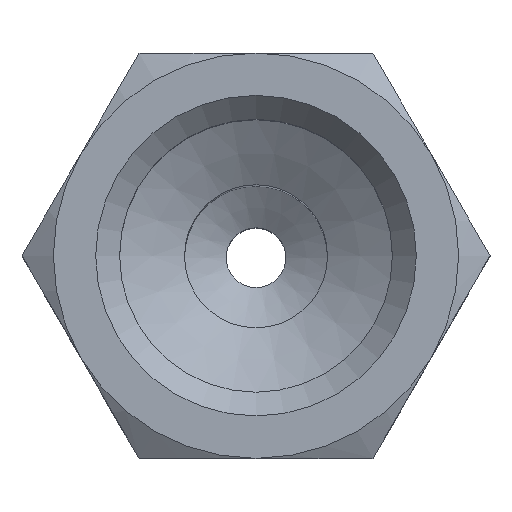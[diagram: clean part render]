
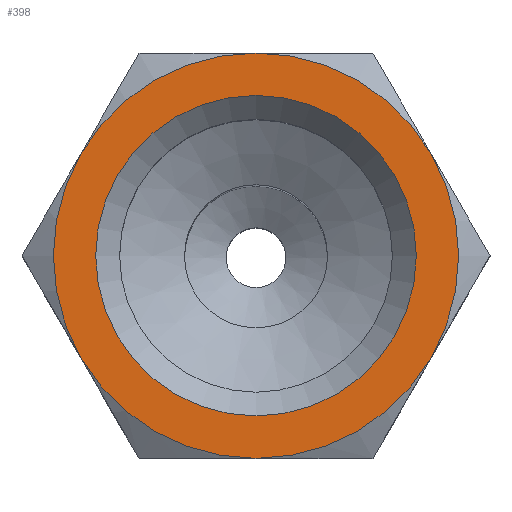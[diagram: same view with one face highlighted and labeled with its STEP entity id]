
A CAD part, top view. The second image highlights one B-rep face of the part: STEP entity #398.
In plain terms, the highlighted planar face has unit normal (0, 0, 1).
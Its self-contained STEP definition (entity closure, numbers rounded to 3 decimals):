
#51=PLANE('',#445);
#72=FACE_BOUND('',#123,.T.);
#85=FACE_OUTER_BOUND('',#122,.T.);
#122=EDGE_LOOP('',(#285,#286,#287,#288,#289,#290));
#123=EDGE_LOOP('',(#291));
#166=CIRCLE('',#442,6.723);
#168=CIRCLE('',#446,8.5);
#169=CIRCLE('',#447,8.5);
#170=CIRCLE('',#448,8.5);
#171=CIRCLE('',#449,8.5);
#172=CIRCLE('',#450,8.5);
#173=CIRCLE('',#451,8.5);
#190=VERTEX_POINT('',#628);
#192=VERTEX_POINT('',#634);
#193=VERTEX_POINT('',#635);
#194=VERTEX_POINT('',#637);
#195=VERTEX_POINT('',#639);
#196=VERTEX_POINT('',#641);
#197=VERTEX_POINT('',#643);
#226=EDGE_CURVE('',#190,#190,#166,.T.);
#228=EDGE_CURVE('',#192,#193,#168,.T.);
#229=EDGE_CURVE('',#193,#194,#169,.T.);
#230=EDGE_CURVE('',#194,#195,#170,.T.);
#231=EDGE_CURVE('',#195,#196,#171,.T.);
#232=EDGE_CURVE('',#196,#197,#172,.T.);
#233=EDGE_CURVE('',#197,#192,#173,.T.);
#285=ORIENTED_EDGE('',*,*,#228,.T.);
#286=ORIENTED_EDGE('',*,*,#229,.T.);
#287=ORIENTED_EDGE('',*,*,#230,.T.);
#288=ORIENTED_EDGE('',*,*,#231,.T.);
#289=ORIENTED_EDGE('',*,*,#232,.T.);
#290=ORIENTED_EDGE('',*,*,#233,.T.);
#291=ORIENTED_EDGE('',*,*,#226,.F.);
#398=ADVANCED_FACE('',(#85,#72),#51,.T.);
#442=AXIS2_PLACEMENT_3D('',#629,#516,#517);
#445=AXIS2_PLACEMENT_3D('',#633,#522,#523);
#446=AXIS2_PLACEMENT_3D('',#636,#524,#525);
#447=AXIS2_PLACEMENT_3D('',#638,#526,#527);
#448=AXIS2_PLACEMENT_3D('',#640,#528,#529);
#449=AXIS2_PLACEMENT_3D('',#642,#530,#531);
#450=AXIS2_PLACEMENT_3D('',#644,#532,#533);
#451=AXIS2_PLACEMENT_3D('',#645,#534,#535);
#516=DIRECTION('center_axis',(0.,0.,1.));
#517=DIRECTION('ref_axis',(-1.,0.,0.));
#522=DIRECTION('center_axis',(0.,0.,1.));
#523=DIRECTION('ref_axis',(1.,0.,0.));
#524=DIRECTION('center_axis',(0.,0.,1.));
#525=DIRECTION('ref_axis',(0.,1.,0.));
#526=DIRECTION('center_axis',(0.,0.,1.));
#527=DIRECTION('ref_axis',(0.,1.,0.));
#528=DIRECTION('center_axis',(0.,0.,1.));
#529=DIRECTION('ref_axis',(0.,1.,0.));
#530=DIRECTION('center_axis',(0.,0.,1.));
#531=DIRECTION('ref_axis',(0.,1.,0.));
#532=DIRECTION('center_axis',(0.,0.,1.));
#533=DIRECTION('ref_axis',(0.,1.,0.));
#534=DIRECTION('center_axis',(0.,0.,1.));
#535=DIRECTION('ref_axis',(0.,1.,0.));
#628=CARTESIAN_POINT('',(6.723,0.,58.));
#629=CARTESIAN_POINT('Origin',(0.,0.,58.));
#633=CARTESIAN_POINT('Origin',(0.,0.,
58.));
#634=CARTESIAN_POINT('',(-7.361,-4.25,58.));
#635=CARTESIAN_POINT('',(0.,-8.5,58.));
#636=CARTESIAN_POINT('Origin',(0.,0.,58.));
#637=CARTESIAN_POINT('',(7.361,-4.25,58.));
#638=CARTESIAN_POINT('Origin',(0.,0.,58.));
#639=CARTESIAN_POINT('',(7.361,4.25,58.));
#640=CARTESIAN_POINT('Origin',(0.,0.,58.));
#641=CARTESIAN_POINT('',(0.,8.5,58.));
#642=CARTESIAN_POINT('Origin',(0.,0.,58.));
#643=CARTESIAN_POINT('',(-7.361,4.25,58.));
#644=CARTESIAN_POINT('Origin',(0.,0.,58.));
#645=CARTESIAN_POINT('Origin',(0.,0.,58.));
